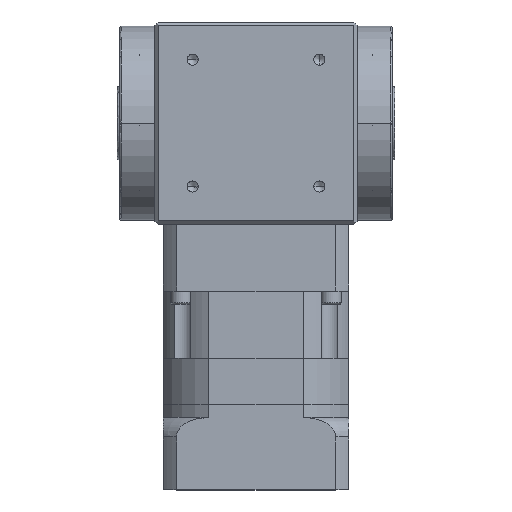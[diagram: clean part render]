
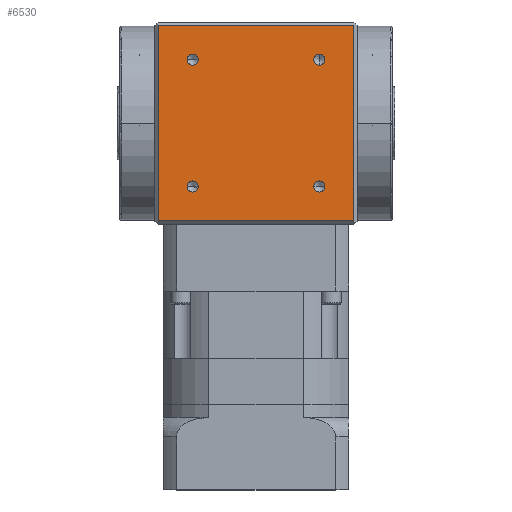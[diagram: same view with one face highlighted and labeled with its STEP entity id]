
A CAD part, top view. The second image highlights one B-rep face of the part: STEP entity #6530.
In plain terms, the highlighted planar face has unit normal (0, 0, 1).
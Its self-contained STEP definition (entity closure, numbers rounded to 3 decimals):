
#354 = VERTEX_POINT ( 'NONE', #12513 ) ;
#500 = VERTEX_POINT ( 'NONE', #12828 ) ;
#927 = CARTESIAN_POINT ( 'NONE',  ( -75., 256.3, 62. ) ) ;
#1085 = ORIENTED_EDGE ( 'NONE', *, *, #22181, .F. ) ;
#1118 = DIRECTION ( 'NONE',  ( 0., 0., 1. ) ) ;
#1301 = CARTESIAN_POINT ( 'NONE',  ( -59.887, 0., 62. ) ) ;
#1322 = ORIENTED_EDGE ( 'NONE', *, *, #2176, .F. ) ;
#1767 = CARTESIAN_POINT ( 'NONE',  ( -38.891, 235.191, 62. ) ) ;
#2013 = EDGE_CURVE ( 'NONE', #26765, #24507, #22423, .T. ) ;
#2176 = EDGE_CURVE ( 'NONE', #2528, #354, #18301, .T. ) ;
#2528 = VERTEX_POINT ( 'NONE', #13759 ) ;
#2770 = AXIS2_PLACEMENT_3D ( 'NONE', #19041, #5959, #21243 ) ;
#3444 = ORIENTED_EDGE ( 'NONE', *, *, #5102, .F. ) ;
#3809 = ORIENTED_EDGE ( 'NONE', *, *, #24129, .F. ) ;
#3938 = EDGE_LOOP ( 'NONE', ( #9821, #1085 ) ) ;
#4001 = DIRECTION ( 'NONE',  ( 0., -1., 0. ) ) ;
#4283 = LINE ( 'NONE', #927, #26925 ) ;
#4368 = CARTESIAN_POINT ( 'NONE',  ( -38.891, 157.409, 62. ) ) ;
#4534 = DIRECTION ( 'NONE',  ( 0., 0., 1. ) ) ;
#4743 = CARTESIAN_POINT ( 'NONE',  ( 38.891, 154.009, 62. ) ) ;
#4819 = CARTESIAN_POINT ( 'NONE',  ( 38.891, 160.809, 62. ) ) ;
#4822 = LINE ( 'NONE', #8870, #26784 ) ;
#4826 = CARTESIAN_POINT ( 'NONE',  ( -38.891, 238.591, 62. ) ) ;
#5102 = EDGE_CURVE ( 'NONE', #26882, #20831, #18638, .T. ) ;
#5183 = AXIS2_PLACEMENT_3D ( 'NONE', #4368, #19646, #6562 ) ;
#5227 = DIRECTION ( 'NONE',  ( 0., 0., -1. ) ) ;
#5412 = EDGE_CURVE ( 'NONE', #500, #6801, #11165, .T. ) ;
#5540 = EDGE_LOOP ( 'NONE', ( #3809, #16454 ) ) ;
#5959 = DIRECTION ( 'NONE',  ( 0., 0., 1. ) ) ;
#5987 = CIRCLE ( 'NONE', #24351, 3.4 ) ;
#6183 = DIRECTION ( 'NONE',  ( 0., 0., 1. ) ) ;
#6530 = ADVANCED_FACE ( 'NONE', ( #6904, #25195, #24395, #14244, #8426 ), #22650, .F. ) ;
#6562 = DIRECTION ( 'NONE',  ( 0., -1., 0. ) ) ;
#6645 = EDGE_CURVE ( 'NONE', #18983, #20981, #9474, .T. ) ;
#6801 = VERTEX_POINT ( 'NONE', #17169 ) ;
#6848 = DIRECTION ( 'NONE',  ( 0., -1., 0. ) ) ;
#6904 = FACE_BOUND ( 'NONE', #5540, .T. ) ;
#7001 = VECTOR ( 'NONE', #16655, 1000. ) ;
#7537 = DIRECTION ( 'NONE',  ( 1., 0., 0. ) ) ;
#7543 = CARTESIAN_POINT ( 'NONE',  ( -59.887, 256.3, 62. ) ) ;
#7678 = ORIENTED_EDGE ( 'NONE', *, *, #16190, .F. ) ;
#8317 = EDGE_CURVE ( 'NONE', #28310, #16970, #8651, .T. ) ;
#8426 = FACE_OUTER_BOUND ( 'NONE', #21423, .T. ) ;
#8651 = CIRCLE ( 'NONE', #2770, 3.4 ) ;
#8870 = CARTESIAN_POINT ( 'NONE',  ( -75., 136.3, 62. ) ) ;
#9474 = CIRCLE ( 'NONE', #21223, 3.4 ) ;
#9821 = ORIENTED_EDGE ( 'NONE', *, *, #8317, .F. ) ;
#9990 = CARTESIAN_POINT ( 'NONE',  ( 38.891, 235.191, 62. ) ) ;
#10089 = EDGE_CURVE ( 'NONE', #20831, #500, #4283, .T. ) ;
#10480 = VECTOR ( 'NONE', #6848, 1000. ) ;
#11165 = LINE ( 'NONE', #17764, #10480 ) ;
#11284 = DIRECTION ( 'NONE',  ( 0., 0., 1. ) ) ;
#12157 = DIRECTION ( 'NONE',  ( 0., -1., 0. ) ) ;
#12480 = AXIS2_PLACEMENT_3D ( 'NONE', #17663, #4534, #19816 ) ;
#12513 = CARTESIAN_POINT ( 'NONE',  ( -38.891, 160.809, 62. ) ) ;
#12828 = CARTESIAN_POINT ( 'NONE',  ( 59.887, 256.3, 62. ) ) ;
#13759 = CARTESIAN_POINT ( 'NONE',  ( -38.891, 154.009, 62. ) ) ;
#14244 = FACE_BOUND ( 'NONE', #24137, .T. ) ;
#14297 = CARTESIAN_POINT ( 'NONE',  ( -38.891, 157.409, 62. ) ) ;
#14566 = AXIS2_PLACEMENT_3D ( 'NONE', #19263, #6183, #21500 ) ;
#14676 = ORIENTED_EDGE ( 'NONE', *, *, #27830, .F. ) ;
#15397 = AXIS2_PLACEMENT_3D ( 'NONE', #18344, #5227, #20516 ) ;
#15529 = ORIENTED_EDGE ( 'NONE', *, *, #6645, .F. ) ;
#15637 = EDGE_LOOP ( 'NONE', ( #17123, #15529 ) ) ;
#16190 = EDGE_CURVE ( 'NONE', #6801, #26882, #4822, .T. ) ;
#16454 = ORIENTED_EDGE ( 'NONE', *, *, #2013, .F. ) ;
#16459 = DIRECTION ( 'NONE',  ( 0., -1., 0. ) ) ;
#16655 = DIRECTION ( 'NONE',  ( 0., 1., 0. ) ) ;
#16970 = VERTEX_POINT ( 'NONE', #4819 ) ;
#17114 = DIRECTION ( 'NONE',  ( 0., 0., 1. ) ) ;
#17123 = ORIENTED_EDGE ( 'NONE', *, *, #20936, .F. ) ;
#17169 = CARTESIAN_POINT ( 'NONE',  ( 59.887, 136.3, 62. ) ) ;
#17307 = ORIENTED_EDGE ( 'NONE', *, *, #5412, .F. ) ;
#17663 = CARTESIAN_POINT ( 'NONE',  ( 38.891, 235.191, 62. ) ) ;
#17764 = CARTESIAN_POINT ( 'NONE',  ( 59.887, 0., 62. ) ) ;
#18301 = CIRCLE ( 'NONE', #5183, 3.4 ) ;
#18344 = CARTESIAN_POINT ( 'NONE',  ( -75., 258.3, 62. ) ) ;
#18638 = LINE ( 'NONE', #1301, #7001 ) ;
#18983 = VERTEX_POINT ( 'NONE', #26600 ) ;
#19041 = CARTESIAN_POINT ( 'NONE',  ( 38.891, 157.409, 62. ) ) ;
#19263 = CARTESIAN_POINT ( 'NONE',  ( -38.891, 235.191, 62. ) ) ;
#19646 = DIRECTION ( 'NONE',  ( 0., 0., 1. ) ) ;
#19816 = DIRECTION ( 'NONE',  ( 0., -1., 0. ) ) ;
#19922 = CARTESIAN_POINT ( 'NONE',  ( 38.891, 231.791, 62. ) ) ;
#20516 = DIRECTION ( 'NONE',  ( 0., 1., 0. ) ) ;
#20831 = VERTEX_POINT ( 'NONE', #7543 ) ;
#20936 = EDGE_CURVE ( 'NONE', #20981, #18983, #27289, .T. ) ;
#20981 = VERTEX_POINT ( 'NONE', #19922 ) ;
#21223 = AXIS2_PLACEMENT_3D ( 'NONE', #9990, #25260, #12157 ) ;
#21243 = DIRECTION ( 'NONE',  ( 0., -1., 0. ) ) ;
#21423 = EDGE_LOOP ( 'NONE', ( #17307, #22538, #3444, #7678 ) ) ;
#21500 = DIRECTION ( 'NONE',  ( 0., -1., 0. ) ) ;
#22181 = EDGE_CURVE ( 'NONE', #16970, #28310, #24108, .T. ) ;
#22423 = CIRCLE ( 'NONE', #14566, 3.4 ) ;
#22538 = ORIENTED_EDGE ( 'NONE', *, *, #10089, .F. ) ;
#22649 = CARTESIAN_POINT ( 'NONE',  ( -38.891, 231.791, 62. ) ) ;
#22650 = PLANE ( 'NONE',  #15397 ) ;
#24108 = CIRCLE ( 'NONE', #24399, 3.4 ) ;
#24129 = EDGE_CURVE ( 'NONE', #24507, #26765, #25737, .T. ) ;
#24137 = EDGE_LOOP ( 'NONE', ( #1322, #14676 ) ) ;
#24142 = DIRECTION ( 'NONE',  ( -1., 0., 0. ) ) ;
#24334 = CARTESIAN_POINT ( 'NONE',  ( 38.891, 157.409, 62. ) ) ;
#24351 = AXIS2_PLACEMENT_3D ( 'NONE', #14297, #1118, #16459 ) ;
#24395 = FACE_BOUND ( 'NONE', #3938, .T. ) ;
#24399 = AXIS2_PLACEMENT_3D ( 'NONE', #24334, #11284, #26577 ) ;
#24440 = AXIS2_PLACEMENT_3D ( 'NONE', #1767, #17114, #4001 ) ;
#24507 = VERTEX_POINT ( 'NONE', #22649 ) ;
#25195 = FACE_BOUND ( 'NONE', #15637, .T. ) ;
#25260 = DIRECTION ( 'NONE',  ( 0., 0., 1. ) ) ;
#25737 = CIRCLE ( 'NONE', #24440, 3.4 ) ;
#26577 = DIRECTION ( 'NONE',  ( 0., -1., 0. ) ) ;
#26600 = CARTESIAN_POINT ( 'NONE',  ( 38.891, 238.591, 62. ) ) ;
#26765 = VERTEX_POINT ( 'NONE', #4826 ) ;
#26784 = VECTOR ( 'NONE', #24142, 1000. ) ;
#26882 = VERTEX_POINT ( 'NONE', #27268 ) ;
#26925 = VECTOR ( 'NONE', #7537, 1000. ) ;
#27268 = CARTESIAN_POINT ( 'NONE',  ( -59.887, 136.3, 62. ) ) ;
#27289 = CIRCLE ( 'NONE', #12480, 3.4 ) ;
#27830 = EDGE_CURVE ( 'NONE', #354, #2528, #5987, .T. ) ;
#28310 = VERTEX_POINT ( 'NONE', #4743 ) ;
